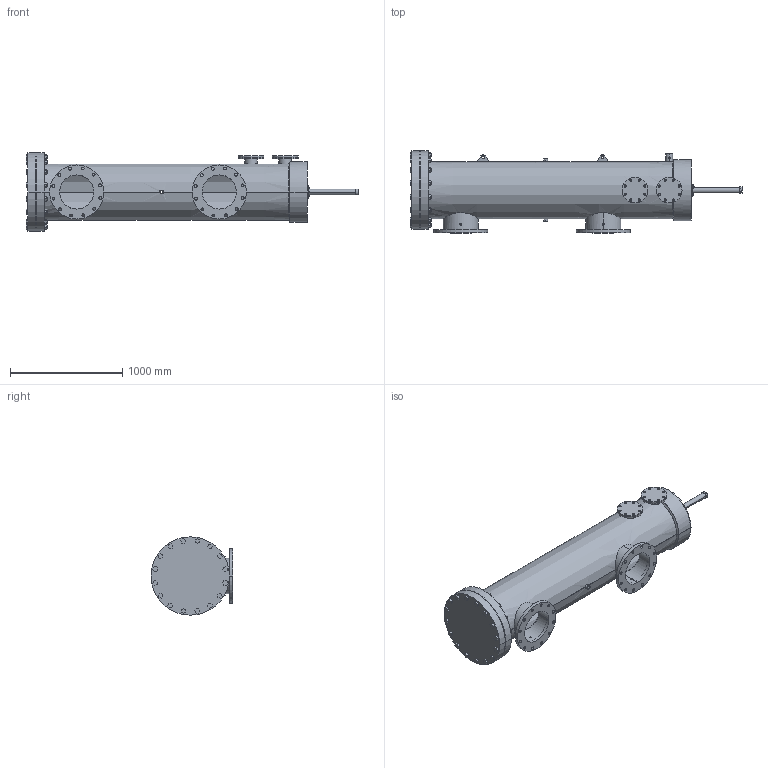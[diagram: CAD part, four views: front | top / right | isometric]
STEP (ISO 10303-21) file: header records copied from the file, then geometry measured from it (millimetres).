
FILE_DESCRIPTION (( 'STEP AP203' ), '1' );
FILE_NAME ('F12-FRP-180.STEP', '2020-09-17T14:07:30', ( '' ), ( '' ), 'SwSTEP 2.0', 'SolidWorks 2018', '' );
FILE_SCHEMA (( 'CONFIG_CONTROL_DESIGN' ));
Length unit declared in the file: inch
Products named in the file (1): F12-FRP-180
Bounding box: 2957.93 x 730.23 x 698.45 mm (x, y, z)
Volume: 72096035.1 mm3; surface area: 12060047.8 mm2
Topology: 23 solids, 23 shells, 787 faces, 2010 edges, 1336 vertices
Faces by surface type: cylinder 402, plane 372, cone 13
Entity records: 27461 total; most frequent: CARTESIAN_POINT 7244, DIRECTION 4242, ORIENTED_EDGE 4020, EDGE_CURVE 2010, AXIS2_PLACEMENT_3D 1556, VERTEX_POINT 1336, VECTOR 1130, LINE 1130
